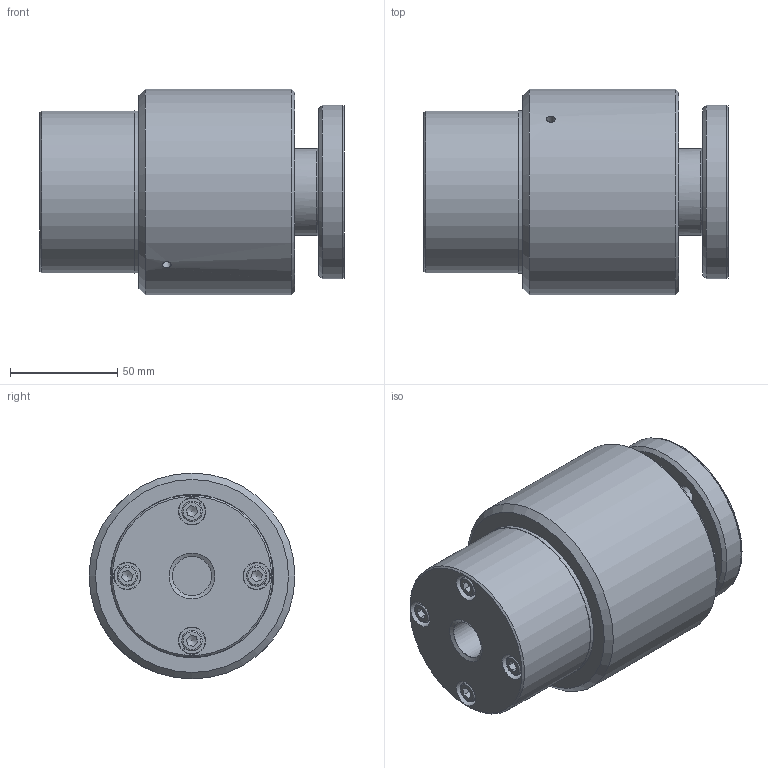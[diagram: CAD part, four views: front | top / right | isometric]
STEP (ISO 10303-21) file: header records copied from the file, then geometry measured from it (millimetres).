
FILE_DESCRIPTION(/* description */ (''),/* implementation_level */ '2;1');
FILE_NAME(/* name */ '1579-074-IC.stp',/* time_stamp */ '2020-05-21T13:23:10-05:00',/* author */ ('GALINDOLM'),/* organization */ (''),/* preprocessor_version */ 'ST-DEVELOPER v18',/* originating_system */ 'Autodesk Inventor 2020',/* authorisation */ '');
FILE_SCHEMA (('AUTOMOTIVE_DESIGN { 1 0 10303 214 3 1 1 }'));
Length unit declared in the file: millimetre
Products named in the file (1): 1579-074-IC
Bounding box: 141.76 x 96 x 96 mm (x, y, z)
Volume: 749110.5 mm3; surface area: 100990.4 mm2
Topology: 1 solids, 2 shells, 626 faces, 1702 edges, 1145 vertices
Faces by surface type: plane 234, bspline 194, cylinder 161, torus 20, cone 17
Full cylindrical faces by diameter (mm): 1.5 x2, 2.184 x2, 2.4 x2, 3 x2, 3.556 x2, 4 x10, 6.35 x6, 6.38 x2, 7.1 x4, 8.376 x1, 8.7 x6, 8.738 x6, 9.525 x4, 12.7 x6, 12.83 x2, 15.24 x1, 18.25 x2, 19 x1, 35 x1, 37.9 x1, 39.95 x1, 40.5 x1, 44.5 x1, 54.05 x1, 65.975 x1, 69.35 x1, 69.8 x1, 74.6 x1, 75.7 x1, 76 x1
Entity records: 25014 total; most frequent: CARTESIAN_POINT 9129, ORIENTED_EDGE 3392, DIRECTION 3059, EDGE_CURVE 1696, AXIS2_PLACEMENT_3D 1194, VERTEX_POINT 1145, EDGE_LOOP 759, LINE 671
